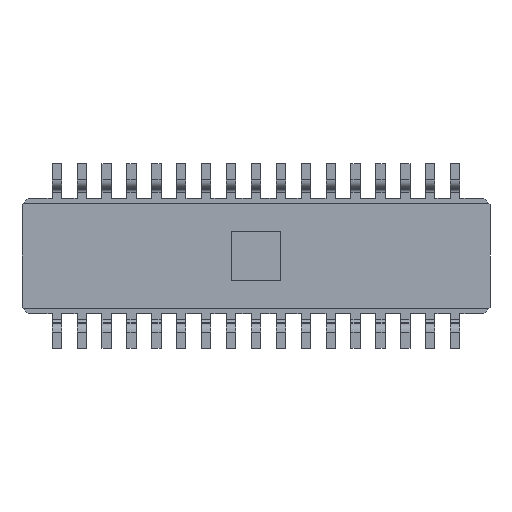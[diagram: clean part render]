
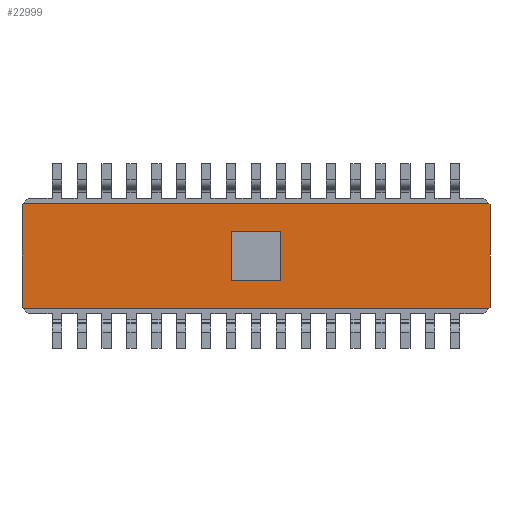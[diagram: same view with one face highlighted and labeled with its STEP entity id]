
A CAD part, front view. The second image highlights one B-rep face of the part: STEP entity #22999.
In plain terms, the highlighted planar face has unit normal (0, -1, 0).
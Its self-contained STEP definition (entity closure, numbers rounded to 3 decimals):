
#5151=DIRECTION('',(0.,0.,-1.));
#5152=VECTOR('',#5151,1.65);
#5153=CARTESIAN_POINT('',(-3.76,0.,0.825));
#5154=LINE('24369',#5153,#5152);
#5163=DIRECTION('',(0.707,0.,0.707));
#5164=VECTOR('',#5163,0.028);
#5165=CARTESIAN_POINT('',(-3.76,0.,0.825));
#5166=LINE('24214',#5165,#5164);
#5167=DIRECTION('',(0.707,0.,-0.707));
#5168=VECTOR('',#5167,0.028);
#5169=CARTESIAN_POINT('',(3.74,0.,0.845));
#5170=LINE('24215',#5169,#5168);
#5171=DIRECTION('',(-0.707,0.,-0.707));
#5172=VECTOR('',#5171,0.028);
#5173=CARTESIAN_POINT('',(3.76,0.,-0.825));
#5174=LINE('24216',#5173,#5172);
#5175=DIRECTION('',(-0.707,0.,0.707));
#5176=VECTOR('',#5175,0.028);
#5177=CARTESIAN_POINT('',(-3.74,0.,-0.845));
#5178=LINE('24218',#5177,#5176);
#8385=DIRECTION('',(0.,0.,1.));
#8386=VECTOR('',#8385,1.65);
#8387=CARTESIAN_POINT('',(3.76,0.,-0.825));
#8388=LINE('26950',#8387,#8386);
#8413=DIRECTION('',(1.,0.,0.));
#8414=VECTOR('',#8413,7.48);
#8415=CARTESIAN_POINT('',(-3.74,0.,-0.845));
#8416=LINE('24217',#8415,#8414);
#8417=DIRECTION('',(-1.,0.,0.));
#8418=VECTOR('',#8417,7.48);
#8419=CARTESIAN_POINT('',(3.74,0.,0.845));
#8420=LINE('26377',#8419,#8418);
#8525=DIRECTION('',(0.,0.,1.));
#8526=VECTOR('',#8525,0.8);
#8527=CARTESIAN_POINT('',(-0.4,0.,-0.4));
#8528=LINE('27124',#8527,#8526);
#8529=DIRECTION('',(1.,0.,0.));
#8530=VECTOR('',#8529,0.8);
#8531=CARTESIAN_POINT('',(-0.4,0.,0.4));
#8532=LINE('27126',#8531,#8530);
#8537=DIRECTION('',(0.,0.,-1.));
#8538=VECTOR('',#8537,0.8);
#8539=CARTESIAN_POINT('',(0.4,0.,0.4));
#8540=LINE('27128',#8539,#8538);
#8545=DIRECTION('',(-1.,0.,0.));
#8546=VECTOR('',#8545,0.8);
#8547=CARTESIAN_POINT('',(0.4,0.,-0.4));
#8548=LINE('27130',#8547,#8546);
#10456=CARTESIAN_POINT('',(-3.76,0.,0.825));
#10457=CARTESIAN_POINT('',(-3.74,0.,0.845));
#10458=VERTEX_POINT('',#10456);
#10459=VERTEX_POINT('',#10457);
#10460=CARTESIAN_POINT('',(3.74,0.,0.845));
#10461=CARTESIAN_POINT('',(3.76,0.,0.825));
#10462=VERTEX_POINT('',#10460);
#10463=VERTEX_POINT('',#10461);
#10464=CARTESIAN_POINT('',(3.76,0.,-0.825));
#10465=CARTESIAN_POINT('',(3.74,0.,-0.845));
#10466=VERTEX_POINT('',#10464);
#10467=VERTEX_POINT('',#10465);
#10468=CARTESIAN_POINT('',(-3.74,0.,-0.845));
#10469=VERTEX_POINT('',#10468);
#10470=CARTESIAN_POINT('',(-3.76,0.,-0.825));
#10471=VERTEX_POINT('',#10470);
#10674=CARTESIAN_POINT('',(-0.4,0.,-0.4));
#10675=CARTESIAN_POINT('',(-0.4,0.,0.4));
#10676=VERTEX_POINT('',#10674);
#10677=VERTEX_POINT('',#10675);
#10680=CARTESIAN_POINT('',(0.4,0.,0.4));
#10681=VERTEX_POINT('',#10680);
#10684=CARTESIAN_POINT('',(0.4,0.,-0.4));
#10685=VERTEX_POINT('',#10684);
#22968=CARTESIAN_POINT('',(0.,0.,0.));
#22969=DIRECTION('',(0.,1.,0.));
#22970=DIRECTION('',(1.,0.,0.));
#22971=AXIS2_PLACEMENT_3D('',#22968,#22969,#22970);
#22972=PLANE('31250',#22971);
#22974=ORIENTED_EDGE('24214',*,*,#22973,.T.);
#22976=ORIENTED_EDGE('26377',*,*,#22975,.F.);
#22978=ORIENTED_EDGE('24215',*,*,#22977,.T.);
#22980=ORIENTED_EDGE('26950',*,*,#22979,.F.);
#22982=ORIENTED_EDGE('24216',*,*,#22981,.T.);
#22984=ORIENTED_EDGE('24217',*,*,#22983,.F.);
#22985=ORIENTED_EDGE('24218',*,*,#22926,.T.);
#22986=ORIENTED_EDGE('24369',*,*,#22951,.F.);
#22987=EDGE_LOOP('31250',(#22974,#22976,#22978,#22980,#22982,#22984,#22985,
#22986));
#22988=FACE_OUTER_BOUND('31250',#22987,.F.);
#22990=ORIENTED_EDGE('27124',*,*,#22989,.F.);
#22992=ORIENTED_EDGE('27130',*,*,#22991,.F.);
#22994=ORIENTED_EDGE('27128',*,*,#22993,.F.);
#22996=ORIENTED_EDGE('27126',*,*,#22995,.F.);
#22997=EDGE_LOOP('31250',(#22990,#22992,#22994,#22996));
#22998=FACE_BOUND('31250',#22997,.F.);
#22926=EDGE_CURVE('24218',#10469,#10471,#5178,.T.);
#22951=EDGE_CURVE('24369',#10458,#10471,#5154,.T.);
#22973=EDGE_CURVE('24214',#10458,#10459,#5166,.T.);
#22975=EDGE_CURVE('26377',#10462,#10459,#8420,.T.);
#22977=EDGE_CURVE('24215',#10462,#10463,#5170,.T.);
#22979=EDGE_CURVE('26950',#10466,#10463,#8388,.T.);
#22981=EDGE_CURVE('24216',#10466,#10467,#5174,.T.);
#22983=EDGE_CURVE('24217',#10469,#10467,#8416,.T.);
#22989=EDGE_CURVE('27124',#10676,#10677,#8528,.T.);
#22991=EDGE_CURVE('27130',#10685,#10676,#8548,.T.);
#22993=EDGE_CURVE('27128',#10681,#10685,#8540,.T.);
#22995=EDGE_CURVE('27126',#10677,#10681,#8532,.T.);
#22999=ADVANCED_FACE('31250',(#22988,#22998),#22972,.F.);
